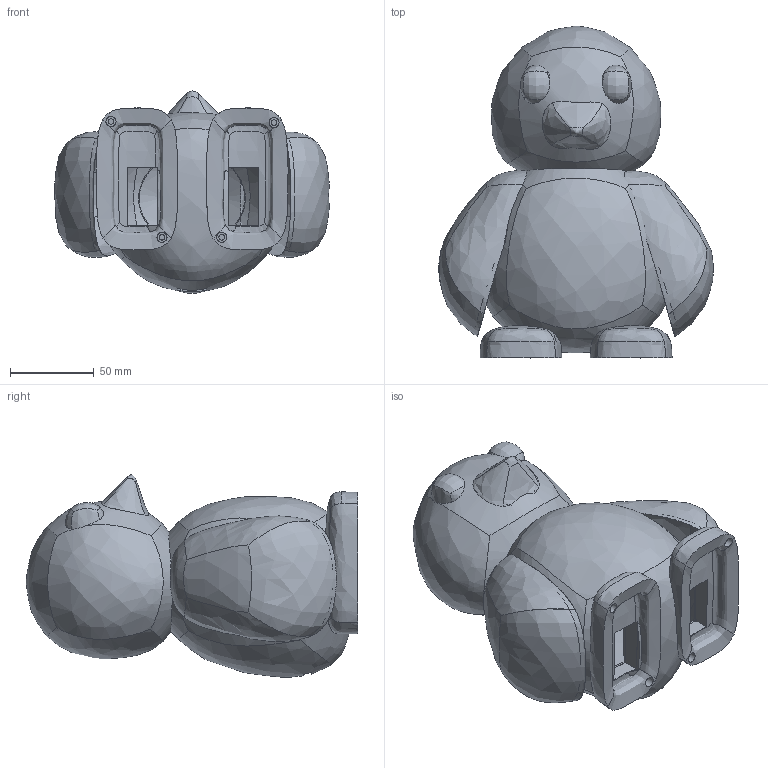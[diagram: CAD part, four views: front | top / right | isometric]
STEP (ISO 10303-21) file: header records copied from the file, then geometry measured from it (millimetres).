
FILE_DESCRIPTION(/* description */ (''),/* implementation_level */ '2;1');
FILE_NAME(/* name */ 'Penguin.step',/* time_stamp */ '2026-02-09T05:40:23+07:00',/* author */ (''),/* organization */ (''),/* preprocessor_version */ 'ST-DEVELOPER v20.1',/* originating_system */ 'Autodesk Translation Framework v14.24.0.0',/* authorisation */ '');
FILE_SCHEMA (('AUTOMOTIVE_DESIGN { 1 0 10303 214 3 1 1 }'));
Products named in the file (1): 2026-02-02-05-33-53-499
Bounding box: 164.06 x 198.33 x 120.82 mm (x, y, z)
Volume: 177820.9 mm3; surface area: 199643.2 mm2
Topology: 7 solids, 7 shells, 183 faces, 617 edges, 462 vertices
Faces by surface type: bspline 143, plane 32, cylinder 8
Full cylindrical faces by diameter (mm): 3.4 x4, 6 x4
Entity records: 35033 total; most frequent: CARTESIAN_POINT 30959, ORIENTED_EDGE 1234, EDGE_CURVE 617, B_SPLINE_CURVE_WITH_KNOTS 546, VERTEX_POINT 462, EDGE_LOOP 205, DIRECTION 194, FACE_OUTER_BOUND 183
